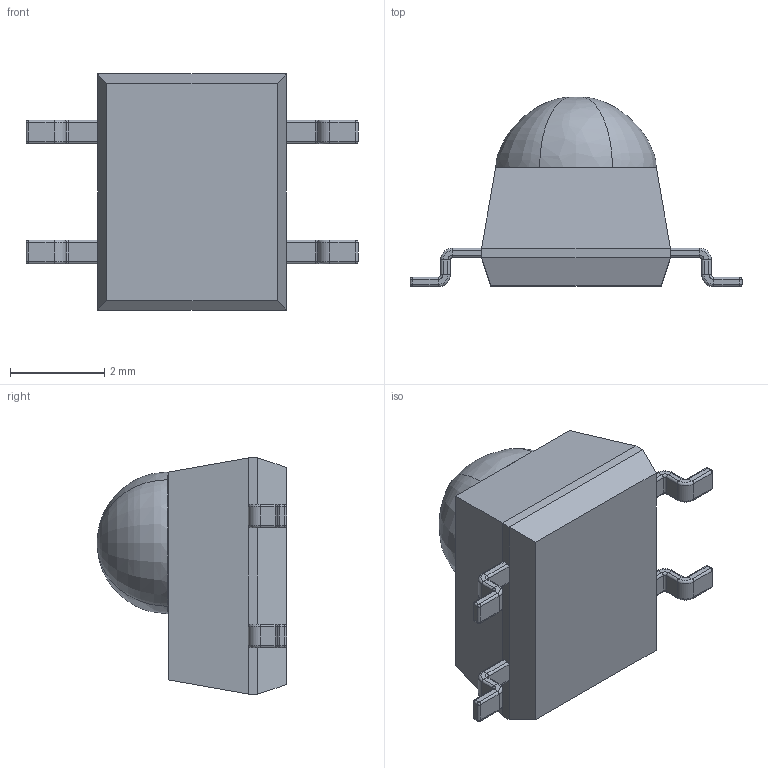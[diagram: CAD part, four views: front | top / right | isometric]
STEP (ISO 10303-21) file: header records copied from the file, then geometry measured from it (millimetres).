
FILE_DESCRIPTION (( 'STEP AP214' ), '1' );
FILE_NAME ('User Library-IRM-H638T-TR2.STEP', '2023-07-25T19:38:53', ( '' ), ( '' ), 'SwSTEP 2.0', 'SolidWorks 2022', '' );
FILE_SCHEMA (( 'AUTOMOTIVE_DESIGN' ));
Length unit declared in the file: millimetre
Products named in the file (3): IRM-H638T-TR2_pin_默认; User Library-IRM-H638T-TR2; IRM-H638T-TR2_class_默认
Assembly tree (5 placements, depth 2):
  User Library-IRM-H638T-TR2
    IRM-H638T-TR2_class_默认
    IRM-H638T-TR2_pin_默认  x4
Bounding box: 7.03 x 4.01 x 5 mm (x, y, z)
Volume: 53.3 mm3; surface area: 109.5 mm2
Topology: 6 solids, 6 shells, 222 faces, 462 edges, 234 vertices
Faces by surface type: plane 88, cylinder 80, torus 32, sphere 16, bspline 6
Entity records: 3362 total; most frequent: CARTESIAN_POINT 1773, DIRECTION 326, ORIENTED_EDGE 288, EDGE_CURVE 144, AXIS2_PLACEMENT_3D 122, LINE 82, VECTOR 82, VERTEX_POINT 78
